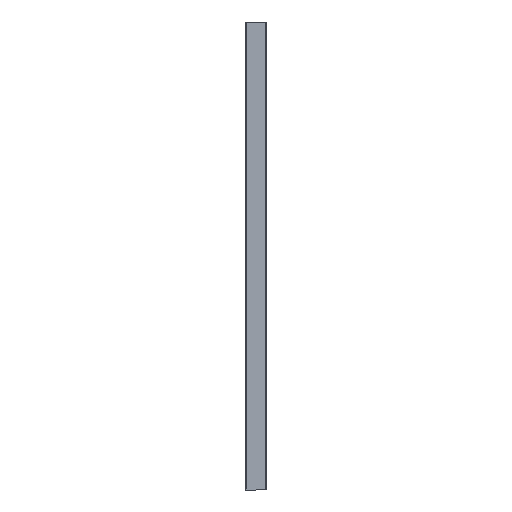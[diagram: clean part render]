
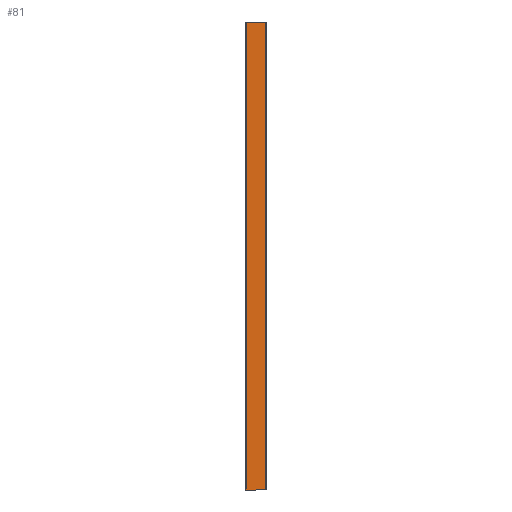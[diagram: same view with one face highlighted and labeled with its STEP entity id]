
A CAD part, front view. The second image highlights one B-rep face of the part: STEP entity #81.
In plain terms, the highlighted free-form (B-spline) face has degree [2, 1] with [3, 2] control points.
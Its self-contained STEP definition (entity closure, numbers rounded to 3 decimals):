
#81=ADVANCED_FACE('',(#157),#1291,.T.);
#157=FACE_OUTER_BOUND('',#233,.T.);
#233=EDGE_LOOP('',(#378,#379,#380,#381));
#378=ORIENTED_EDGE('',*,*,#788,.T.);
#379=ORIENTED_EDGE('',*,*,#789,.T.);
#380=ORIENTED_EDGE('',*,*,#790,.F.);
#381=ORIENTED_EDGE('',*,*,#786,.F.);
#786=EDGE_CURVE('',#1154,#1155,#1002,.T.);
#788=EDGE_CURVE('',#1154,#1156,#1004,.T.);
#789=EDGE_CURVE('',#1156,#1157,#1005,.T.);
#790=EDGE_CURVE('',#1155,#1157,#1006,.T.);
#1002=(
BOUNDED_CURVE()
B_SPLINE_CURVE(1,(#2085,#2086),.UNSPECIFIED.,.F.,.F.)
B_SPLINE_CURVE_WITH_KNOTS((2,2),(0.,2000.),.UNSPECIFIED.)
CURVE()
GEOMETRIC_REPRESENTATION_ITEM()
RATIONAL_B_SPLINE_CURVE((1.,1.))
REPRESENTATION_ITEM('')
);
#1004=(
BOUNDED_CURVE()
B_SPLINE_CURVE(2,(#2090,#2091,#2092),.UNSPECIFIED.,.F.,.F.)
B_SPLINE_CURVE_WITH_KNOTS((3,3),(-888.83,-804.33),
 .UNSPECIFIED.)
CURVE()
GEOMETRIC_REPRESENTATION_ITEM()
RATIONAL_B_SPLINE_CURVE((1.,1.,1.))
REPRESENTATION_ITEM('')
);
#1005=(
BOUNDED_CURVE()
B_SPLINE_CURVE(1,(#2093,#2094),.UNSPECIFIED.,.F.,.F.)
B_SPLINE_CURVE_WITH_KNOTS((2,2),(0.,2000.),.UNSPECIFIED.)
CURVE()
GEOMETRIC_REPRESENTATION_ITEM()
RATIONAL_B_SPLINE_CURVE((1.,1.))
REPRESENTATION_ITEM('')
);
#1006=(
BOUNDED_CURVE()
B_SPLINE_CURVE(2,(#2095,#2096,#2097),.UNSPECIFIED.,.F.,.F.)
B_SPLINE_CURVE_WITH_KNOTS((3,3),(-888.83,-804.33),
 .UNSPECIFIED.)
CURVE()
GEOMETRIC_REPRESENTATION_ITEM()
RATIONAL_B_SPLINE_CURVE((1.,1.,1.))
REPRESENTATION_ITEM('')
);
#1154=VERTEX_POINT('',#1838);
#1155=VERTEX_POINT('',#1839);
#1156=VERTEX_POINT('',#1840);
#1157=VERTEX_POINT('',#1841);
#1291=(
BOUNDED_SURFACE()
B_SPLINE_SURFACE(2,1,((#1596,#1597),(#1598,#1599),(#1600,#1601)),
 .UNSPECIFIED.,.F.,.F.,.F.)
B_SPLINE_SURFACE_WITH_KNOTS((3,3),(2,2),(-888.83,-804.33),
(0.,2000.),.UNSPECIFIED.)
GEOMETRIC_REPRESENTATION_ITEM()
RATIONAL_B_SPLINE_SURFACE(((1.,1.),(1.,1.),(1.,1.)))
REPRESENTATION_ITEM('')
SURFACE()
);
#1596=CARTESIAN_POINT('',(-42.25,-20.5,0.));
#1597=CARTESIAN_POINT('',(-42.25,-20.5,2000.));
#1598=CARTESIAN_POINT('',(0.,-20.5,0.));
#1599=CARTESIAN_POINT('',(0.,-20.5,2000.));
#1600=CARTESIAN_POINT('',(42.25,-20.5,0.));
#1601=CARTESIAN_POINT('',(42.25,-20.5,2000.));
#1838=CARTESIAN_POINT('',(-42.25,-20.5,0.));
#1839=CARTESIAN_POINT('',(-42.25,-20.5,2000.));
#1840=CARTESIAN_POINT('',(42.25,-20.5,0.));
#1841=CARTESIAN_POINT('',(42.25,-20.5,2000.));
#2085=CARTESIAN_POINT('',(-42.25,-20.5,0.));
#2086=CARTESIAN_POINT('',(-42.25,-20.5,2000.));
#2090=CARTESIAN_POINT('',(-42.25,-20.5,0.));
#2091=CARTESIAN_POINT('',(0.,-20.5,0.));
#2092=CARTESIAN_POINT('',(42.25,-20.5,0.));
#2093=CARTESIAN_POINT('',(42.25,-20.5,0.));
#2094=CARTESIAN_POINT('',(42.25,-20.5,2000.));
#2095=CARTESIAN_POINT('',(-42.25,-20.5,2000.));
#2096=CARTESIAN_POINT('',(0.,-20.5,2000.));
#2097=CARTESIAN_POINT('',(42.25,-20.5,2000.));
